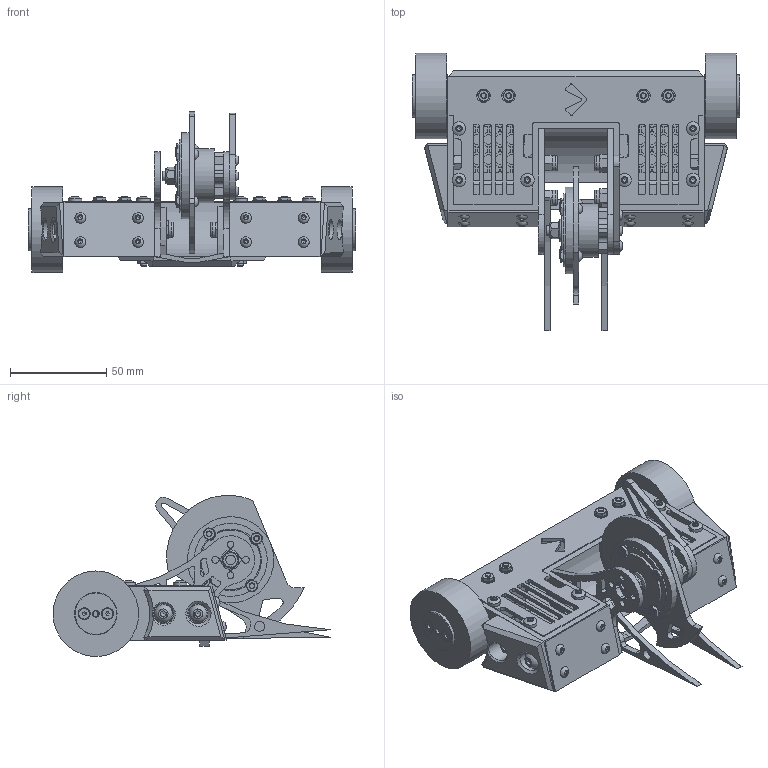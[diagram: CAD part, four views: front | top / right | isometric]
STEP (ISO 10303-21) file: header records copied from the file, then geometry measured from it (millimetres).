
FILE_DESCRIPTION(/* description */ ('STEP AP242','CAx-IF Rec.Pracs.---Representation and Presentation of Product Manufacturing Information (PMI)---4.0---2014-10-13','CAx-IF Rec.Pracs.---3D Tessellated Geometry---0.4---2014-09-14','2;1'),/* implementation_level */ '2;1');
FILE_NAME(/* name */ '678d1db64c089c5685b3d990',/* time_stamp */ '2025-01-19T15:43:52Z',/* author */ (''),/* organization */ (''),/* preprocessor_version */ 'ST-DEVELOPER v20',/* originating_system */ 'ONSHAPE BY PTC INC, 1.192',/* authorisation */ ' ');
FILE_SCHEMA (('AP242_MANAGED_MODEL_BASED_3D_ENGINEERING_MIM_LF { 1 0 10303 442 1 1 4 }'));
Products named in the file (36): Assembly 1; FingerTech_Silver_Spark_11; Socket button head screw M3x0.5 x 6; Lid; Hex thin nut grade A & B M3; Socket button head screw M3x0.5 x 10; Hexalobular socket pan head self-tapping screw ST3.5 x 9.5; Sled; Hex thin nut grade A & B M3x0.5; Motor Mount - Left; Prevailing torque nut M5x0.80; Plain washer normal grade C M3; Upright; Block - Right; Shell; Socket button head screw M5x0.8 x 10; Cap_v1.5_0750x3mm; Hex socket countersunk head screw M3x0.5 x 6; Feeder Fork; Motor Mount - Top; Part 1; Hub; BaseHub_v1.5_0750x3mm; Block - Left; Ear; Armor Panel; Mag-Dock; Motor Mount - Right; 2207-motor; 10x2.5mm; Axehead; Prevailing torque flange nut ISO 7044 M5x0.80; Part 2
Assembly tree (104 placements, depth 2):
  Assembly 1
    FingerTech_Silver_Spark_11  x2
    Socket button head screw M3x0.5 x 6  x12
    Lid
    Hex thin nut grade A & B M3  x14
    Socket button head screw M3x0.5 x 10  x4
    Hexalobular socket pan head self-tapping screw ST3.5 x 9.5  x6
    Sled
    Hex thin nut grade A & B M3x0.5  x4
    Motor Mount - Left
    Prevailing torque nut M5x0.80  x8
    Plain washer normal grade C M3  x4
    Upright  x2
    Block - Right
    Shell
    Socket button head screw M5x0.8 x 10  x8
    Cap_v1.5_0750x3mm  x2
    Socket button head screw M3x0.5 x 10  x4
    Hex socket countersunk head screw M3x0.5 x 6  x4
    Feeder Fork  x2
    Motor Mount - Top  x2
    Part 1  x2
    Hub
    BaseHub_v1.5_0750x3mm  x2
    Block - Left
    Ear
    FingerTech_Silver_Spark_11  x2
    Armor Panel  x2
    Socket button head screw M3x0.5 x 6  x2
    Mag-Dock
    Motor Mount - Right
    2207-motor
    10x2.5mm  x2
    Axehead
    Prevailing torque flange nut ISO 7044 M5x0.80
    Part 2
Bounding box: 170.3 x 144.35 x 83.66 mm (x, y, z)
Volume: 205146.8 mm3; surface area: 154628.6 mm2
Topology: 104 solids, 104 shells, 3613 faces, 8921 edges, 5673 vertices
Faces by surface type: plane 1967, cylinder 1036, cone 469, torus 75, sphere 36, bspline 30
Full cylindrical faces by diameter (mm): 1.1 x4, 1.651 x4, 2.184 x8, 2.459 x18, 2.5 x4, 2.66 x4, 3 x36, 3.1 x14, 3.2 x16, 3.3 x6, 3.35 x6, 3.4 x14, 3.5 x24, 4.134 x9, 4.2 x2, 4.7 x2, 4.9 x1, 5 x9, 5.2 x2, 5.5 x16, 5.54 x4, 5.6 x8, 5.92 x2, 6 x4, 7 x10, 8 x9, 8.915 x2, 10 x4, 10.5 x4, 15.5 x2
Entity records: 66235 total; most frequent: CARTESIAN_POINT 12303, DIRECTION 11156, ORIENTED_EDGE 10540, EDGE_CURVE 5270, AXIS2_PLACEMENT_3D 3873, VERTEX_POINT 3584, LINE 3410, VECTOR 3410
